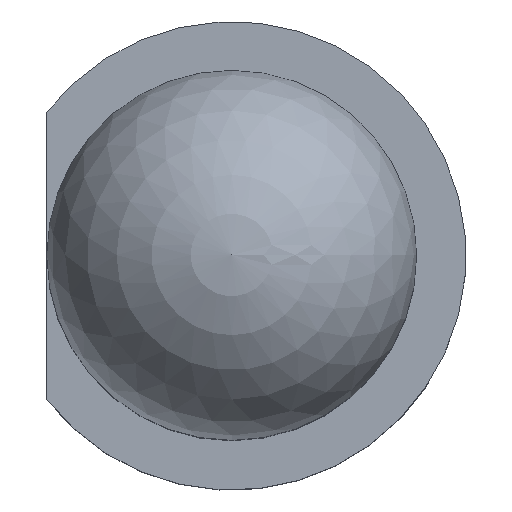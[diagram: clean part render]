
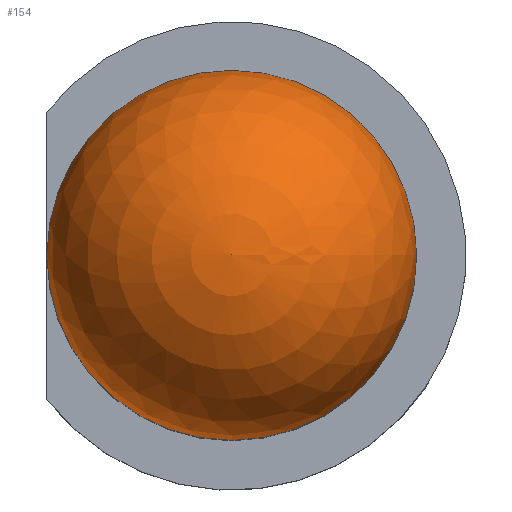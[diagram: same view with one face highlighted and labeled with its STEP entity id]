
A CAD part, top view. The second image highlights one B-rep face of the part: STEP entity #154.
In plain terms, the highlighted spherical face has radius 1.5 mm.
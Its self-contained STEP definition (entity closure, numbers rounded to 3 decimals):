
#133 = VERTEX_POINT('',#134);
#134 = CARTESIAN_POINT('',(1.5,0.,3.8));
#143 = EDGE_CURVE('',#133,#133,#144,.T.);
#144 = CIRCLE('',#145,1.5);
#145 = AXIS2_PLACEMENT_3D('',#146,#147,#148);
#146 = CARTESIAN_POINT('',(0.,0.,3.8));
#147 = DIRECTION('',(0.,0.,-1.));
#148 = DIRECTION('',(1.,0.,0.));
#154 = ADVANCED_FACE('',(#155),#168,.T.);
#155 = FACE_BOUND('',#156,.F.);
#156 = EDGE_LOOP('',(#157,#158,#167));
#157 = ORIENTED_EDGE('',*,*,#143,.T.);
#158 = ORIENTED_EDGE('',*,*,#159,.T.);
#159 = EDGE_CURVE('',#133,#160,#162,.T.);
#160 = VERTEX_POINT('',#161);
#161 = CARTESIAN_POINT('',(0.,0.,5.3));
#162 = CIRCLE('',#163,1.5);
#163 = AXIS2_PLACEMENT_3D('',#164,#165,#166);
#164 = CARTESIAN_POINT('',(0.,0.,3.8));
#165 = DIRECTION('',(0.,-1.,0.));
#166 = DIRECTION('',(1.,0.,0.));
#167 = ORIENTED_EDGE('',*,*,#159,.F.);
#168 = SPHERICAL_SURFACE('',#169,1.5);
#169 = AXIS2_PLACEMENT_3D('',#170,#171,#172);
#170 = CARTESIAN_POINT('',(0.,0.,3.8));
#171 = DIRECTION('',(0.,0.,1.));
#172 = DIRECTION('',(1.,0.,-0.));
